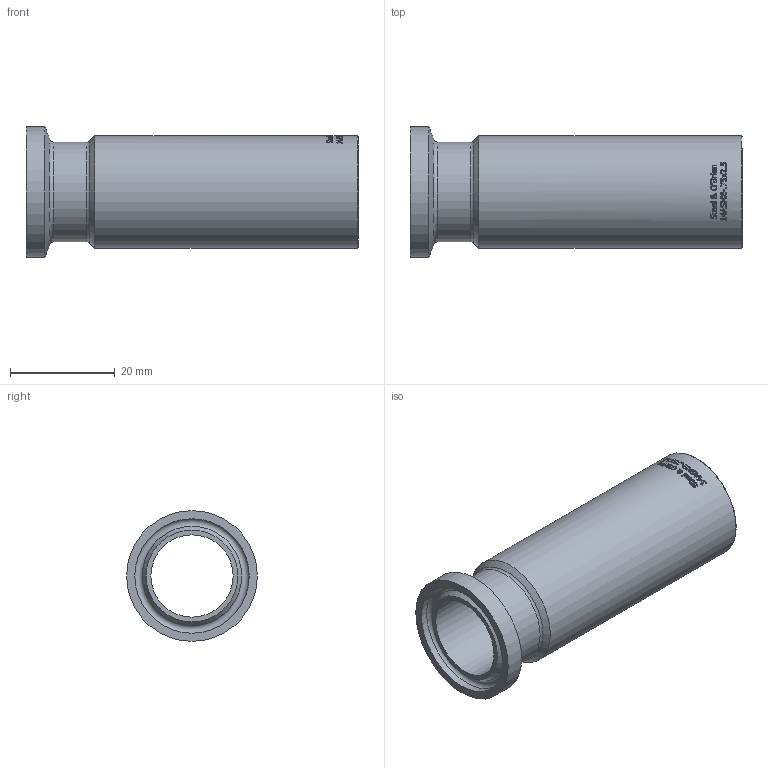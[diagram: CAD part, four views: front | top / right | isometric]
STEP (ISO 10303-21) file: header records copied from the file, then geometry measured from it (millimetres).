
FILE_DESCRIPTION(/* description */ (''),/* implementation_level */ '2;1');
FILE_NAME(/* name */ '14ASME-.75X2.5.stp',/* time_stamp */ '2021-08-31T09:21:54-04:00',/* author */ ('rick'),/* organization */ (''),/* preprocessor_version */ 'ST-DEVELOPER v18',/* originating_system */ 'Autodesk Inventor 2020',/* authorisation */ '');
FILE_SCHEMA (('AUTOMOTIVE_DESIGN { 1 0 10303 214 3 1 1 }'));
Length unit declared in the file: inch
Products named in the file (1): 14ASME-.75
Bounding box: 63.5 x 24.99 x 24.99 mm (x, y, z)
Volume: 10262.4 mm3; surface area: 8173 mm2
Topology: 1 solids, 1 shells, 422 faces, 1157 edges, 776 vertices
Faces by surface type: plane 198, bspline 173, cylinder 43, torus 5, cone 3
Full cylindrical faces by diameter (mm): 15.748 x1, 19.05 x1, 21.488 x1, 21.895 x1, 24.994 x1
Entity records: 17227 total; most frequent: CARTESIAN_POINT 7316, ORIENTED_EDGE 2314, DIRECTION 1592, EDGE_CURVE 1157, VERTEX_POINT 776, AXIS2_PLACEMENT_3D 531, LINE 530, VECTOR 530
